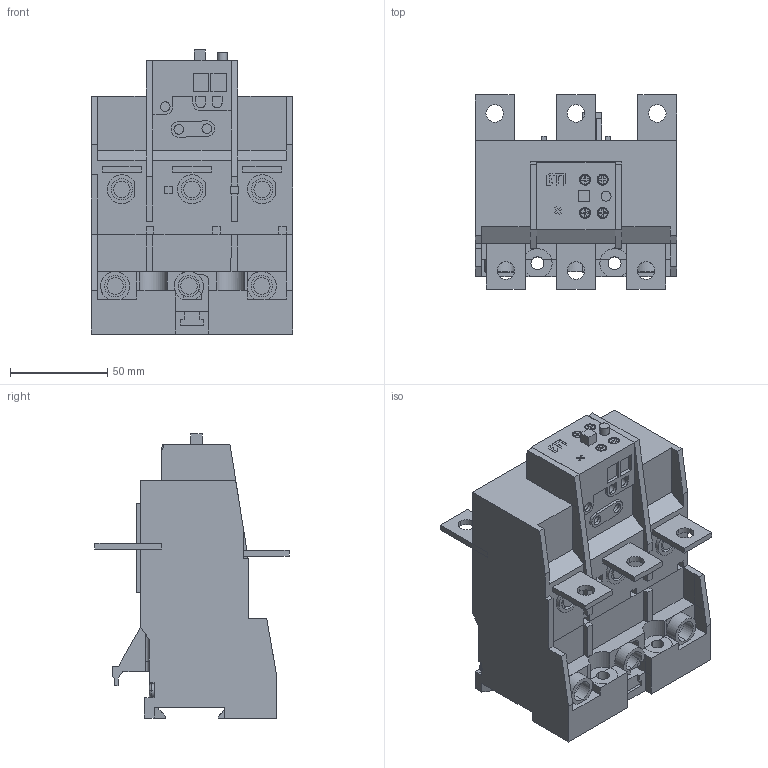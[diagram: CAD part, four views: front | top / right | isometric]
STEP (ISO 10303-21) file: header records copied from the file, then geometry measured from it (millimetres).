
FILE_DESCRIPTION((''),'2;1');
FILE_NAME('26CES-RT4-120_ASM','2021-06-10T',('marketing.praksa'),('Audax d.o.o.'),'CREO PARAMETRIC BY PTC INC, 2017480','CREO PARAMETRIC BY PTC INC, 2017480','');
FILE_SCHEMA(('AUTOMOTIVE_DESIGN { 1 0 10303 214 1 1 1 1 }'));
Length unit declared in the file: millimetre
Products named in the file (9): DWN_CONTACT; UP_CONTACT; 120BLACK; ABORT; BREP_4_1_2_3_4_1_1_1; BREP_4_1_2_3_4_1_1_2; 120-WL; PRT9532; 26CES-RT4-120_ASM
Assembly tree (11 placements, depth 2):
  26CES-RT4-120_ASM
    DWN_CONTACT
    UP_CONTACT
    120BLACK
    ABORT
    BREP_4_1_2_3_4_1_1_1
    BREP_4_1_2_3_4_1_1_2
    120-WL
    PRT9532  x4
Bounding box: 103.71 x 99.95 x 146.3 mm (x, y, z)
Volume: 672228.7 mm3; surface area: 94446.6 mm2
Topology: 17 solids, 17 shells, 787 faces, 2007 edges, 1308 vertices
Faces by surface type: plane 591, cylinder 170, torus 12, cone 8, extrusion 6
Entity records: 33053 total; most frequent: CARTESIAN_POINT 4003, ORIENTED_EDGE 3678, DIRECTION 3616, PRESENTATION_STYLE_ASSIGNMENT 2574, STYLED_ITEM 2574, CURVE_STYLE 1845, EDGE_CURVE 1839, VECTOR 1484
